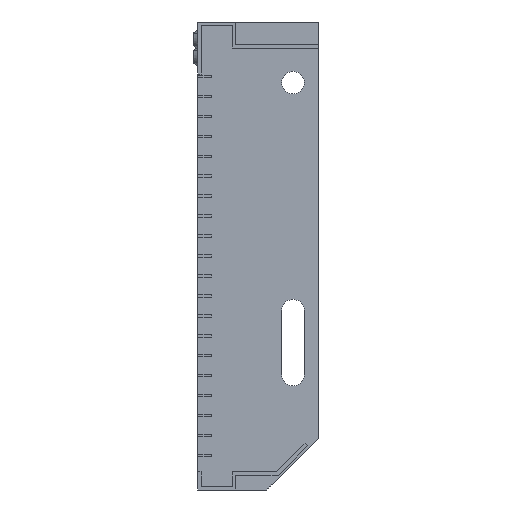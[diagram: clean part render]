
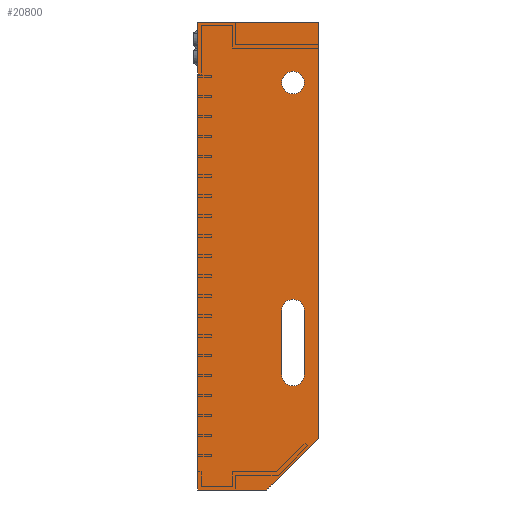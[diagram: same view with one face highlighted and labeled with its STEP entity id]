
A CAD part, left-side view. The second image highlights one B-rep face of the part: STEP entity #20800.
In plain terms, the highlighted planar face has unit normal (-1, 0, 0).
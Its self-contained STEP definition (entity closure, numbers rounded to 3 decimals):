
#78 = VERTEX_POINT ( 'NONE', #31784 ) ;
#171 = LINE ( 'NONE', #6087, #17236 ) ;
#218 = CARTESIAN_POINT ( 'NONE',  ( -500., 0., 0. ) ) ;
#623 = CARTESIAN_POINT ( 'NONE',  ( -500., 70., 0. ) ) ;
#1606 = CARTESIAN_POINT ( 'NONE',  ( -500., 15., -41.5 ) ) ;
#1755 = EDGE_CURVE ( 'NONE', #30480, #34008, #4610, .T. ) ;
#1902 = EDGE_CURVE ( 'NONE', #18803, #14304, #10016, .T. ) ;
#1917 = CARTESIAN_POINT ( 'NONE',  ( -500., 8.5, -166.5 ) ) ;
#2133 = CARTESIAN_POINT ( 'NONE',  ( -500., 0., 0. ) ) ;
#2723 = ORIENTED_EDGE ( 'NONE', *, *, #23202, .T. ) ;
#3116 = FACE_OUTER_BOUND ( 'NONE', #29610, .T. ) ;
#3255 = DIRECTION ( 'NONE',  ( 0., 0., -1. ) ) ;
#3307 = CARTESIAN_POINT ( 'NONE',  ( -500., 15., -203.5 ) ) ;
#3417 = DIRECTION ( 'NONE',  ( 0., 0., -1. ) ) ;
#3453 = EDGE_CURVE ( 'NONE', #20864, #6018, #4141, .T. ) ;
#3747 = EDGE_CURVE ( 'NONE', #34008, #19457, #27356, .T. ) ;
#3826 = CARTESIAN_POINT ( 'NONE',  ( -500., 0., -240. ) ) ;
#4141 = CIRCLE ( 'NONE', #10296, 6.5 ) ;
#4433 = CARTESIAN_POINT ( 'NONE',  ( -500., 15., -28.5 ) ) ;
#4537 = CARTESIAN_POINT ( 'NONE',  ( -500., 70., -270. ) ) ;
#4610 = LINE ( 'NONE', #18092, #31150 ) ;
#5758 = DIRECTION ( 'NONE',  ( 0., 0., 1. ) ) ;
#6018 = VERTEX_POINT ( 'NONE', #4433 ) ;
#6027 = EDGE_CURVE ( 'NONE', #19457, #18803, #32216, .T. ) ;
#6044 = FACE_BOUND ( 'NONE', #25002, .T. ) ;
#6087 = CARTESIAN_POINT ( 'NONE',  ( -500., 21.5, -203.5 ) ) ;
#6098 = VECTOR ( 'NONE', #30878, 1000. ) ;
#6813 = EDGE_CURVE ( 'NONE', #25882, #11120, #27974, .T. ) ;
#7243 = CARTESIAN_POINT ( 'NONE',  ( -500., 70., 0. ) ) ;
#7278 = FACE_BOUND ( 'NONE', #18983, .T. ) ;
#7390 = DIRECTION ( 'NONE',  ( 0., 0., -1. ) ) ;
#8079 = ORIENTED_EDGE ( 'NONE', *, *, #1755, .F. ) ;
#8604 = ORIENTED_EDGE ( 'NONE', *, *, #1902, .F. ) ;
#8940 = DIRECTION ( 'NONE',  ( 0., 0.707, -0.707 ) ) ;
#8976 = ORIENTED_EDGE ( 'NONE', *, *, #6027, .F. ) ;
#9718 = ORIENTED_EDGE ( 'NONE', *, *, #3747, .F. ) ;
#10016 = LINE ( 'NONE', #623, #10444 ) ;
#10296 = AXIS2_PLACEMENT_3D ( 'NONE', #31335, #31104, #25656 ) ;
#10444 = VECTOR ( 'NONE', #5758, 1000. ) ;
#11120 = VERTEX_POINT ( 'NONE', #19438 ) ;
#12809 = AXIS2_PLACEMENT_3D ( 'NONE', #27887, #19810, #20152 ) ;
#14026 = LINE ( 'NONE', #2133, #6098 ) ;
#14304 = VERTEX_POINT ( 'NONE', #7243 ) ;
#14959 = EDGE_CURVE ( 'NONE', #78, #20694, #171, .T. ) ;
#14997 = CARTESIAN_POINT ( 'NONE',  ( -500., 0., 0. ) ) ;
#15373 = AXIS2_PLACEMENT_3D ( 'NONE', #3307, #19442, #3417 ) ;
#15577 = AXIS2_PLACEMENT_3D ( 'NONE', #14997, #25722, #25488 ) ;
#16292 = DIRECTION ( 'NONE',  ( 1., 0., 0. ) ) ;
#17099 = CARTESIAN_POINT ( 'NONE',  ( -500., 21.5, -166.5 ) ) ;
#17236 = VECTOR ( 'NONE', #22888, 1000. ) ;
#17442 = ORIENTED_EDGE ( 'NONE', *, *, #27994, .T. ) ;
#17553 = PLANE ( 'NONE',  #15577 ) ;
#17955 = EDGE_CURVE ( 'NONE', #6018, #20864, #26524, .T. ) ;
#18092 = CARTESIAN_POINT ( 'NONE',  ( -500., 0., -240. ) ) ;
#18803 = VERTEX_POINT ( 'NONE', #4537 ) ;
#18983 = EDGE_LOOP ( 'NONE', ( #23145, #22231 ) ) ;
#19414 = VERTEX_POINT ( 'NONE', #20349 ) ;
#19438 = CARTESIAN_POINT ( 'NONE',  ( -500., 15., -210. ) ) ;
#19442 = DIRECTION ( 'NONE',  ( 1., 0., 0. ) ) ;
#19457 = VERTEX_POINT ( 'NONE', #30403 ) ;
#19568 = ORIENTED_EDGE ( 'NONE', *, *, #6813, .T. ) ;
#19810 = DIRECTION ( 'NONE',  ( 1., 0., 0. ) ) ;
#20152 = DIRECTION ( 'NONE',  ( 0., 0., -1. ) ) ;
#20288 = VECTOR ( 'NONE', #7390, 1000. ) ;
#20349 = CARTESIAN_POINT ( 'NONE',  ( -500., 8.5, -166.5 ) ) ;
#20694 = VERTEX_POINT ( 'NONE', #17099 ) ;
#20748 = VECTOR ( 'NONE', #8940, 1000. ) ;
#20800 = ADVANCED_FACE ( 'NONE', ( #6044, #7278, #3116 ), #17553, .F. ) ;
#20864 = VERTEX_POINT ( 'NONE', #1606 ) ;
#21405 = CARTESIAN_POINT ( 'NONE',  ( -500., 8.5, -203.5 ) ) ;
#21962 = LINE ( 'NONE', #1917, #20288 ) ;
#22231 = ORIENTED_EDGE ( 'NONE', *, *, #17955, .T. ) ;
#22380 = ORIENTED_EDGE ( 'NONE', *, *, #31479, .F. ) ;
#22888 = DIRECTION ( 'NONE',  ( 0., 0., 1. ) ) ;
#23131 = CIRCLE ( 'NONE', #25380, 6.5 ) ;
#23145 = ORIENTED_EDGE ( 'NONE', *, *, #3453, .T. ) ;
#23202 = EDGE_CURVE ( 'NONE', #19414, #25882, #21962, .T. ) ;
#23985 = ORIENTED_EDGE ( 'NONE', *, *, #14959, .T. ) ;
#24481 = CARTESIAN_POINT ( 'NONE',  ( -500., 15., -166.5 ) ) ;
#25002 = EDGE_LOOP ( 'NONE', ( #2723, #19568, #17442, #23985, #31332 ) ) ;
#25380 = AXIS2_PLACEMENT_3D ( 'NONE', #24481, #16292, #3255 ) ;
#25488 = DIRECTION ( 'NONE',  ( 0., 0., 1. ) ) ;
#25656 = DIRECTION ( 'NONE',  ( 0., 0., -1. ) ) ;
#25661 = AXIS2_PLACEMENT_3D ( 'NONE', #31315, #28743, #34112 ) ;
#25722 = DIRECTION ( 'NONE',  ( 1., 0., 0. ) ) ;
#25882 = VERTEX_POINT ( 'NONE', #21405 ) ;
#26524 = CIRCLE ( 'NONE', #25661, 6.5 ) ;
#26817 = VECTOR ( 'NONE', #33314, 1000. ) ;
#27356 = LINE ( 'NONE', #27703, #20748 ) ;
#27703 = CARTESIAN_POINT ( 'NONE',  ( -500., 30., -270. ) ) ;
#27887 = CARTESIAN_POINT ( 'NONE',  ( -500., 15., -203.5 ) ) ;
#27974 = CIRCLE ( 'NONE', #12809, 6.5 ) ;
#27994 = EDGE_CURVE ( 'NONE', #11120, #78, #31640, .T. ) ;
#28569 = DIRECTION ( 'NONE',  ( 0., 0., -1. ) ) ;
#28743 = DIRECTION ( 'NONE',  ( 1., 0., 0. ) ) ;
#29610 = EDGE_LOOP ( 'NONE', ( #8079, #22380, #8604, #8976, #9718 ) ) ;
#30403 = CARTESIAN_POINT ( 'NONE',  ( -500., 30., -270. ) ) ;
#30480 = VERTEX_POINT ( 'NONE', #218 ) ;
#30878 = DIRECTION ( 'NONE',  ( 0., -1., 0. ) ) ;
#31104 = DIRECTION ( 'NONE',  ( 1., 0., 0. ) ) ;
#31150 = VECTOR ( 'NONE', #28569, 1000. ) ;
#31228 = EDGE_CURVE ( 'NONE', #20694, #19414, #23131, .T. ) ;
#31315 = CARTESIAN_POINT ( 'NONE',  ( -500., 15., -35. ) ) ;
#31332 = ORIENTED_EDGE ( 'NONE', *, *, #31228, .T. ) ;
#31335 = CARTESIAN_POINT ( 'NONE',  ( -500., 15., -35. ) ) ;
#31479 = EDGE_CURVE ( 'NONE', #14304, #30480, #14026, .T. ) ;
#31640 = CIRCLE ( 'NONE', #15373, 6.5 ) ;
#31784 = CARTESIAN_POINT ( 'NONE',  ( -500., 21.5, -203.5 ) ) ;
#32216 = LINE ( 'NONE', #33427, #26817 ) ;
#33314 = DIRECTION ( 'NONE',  ( 0., 1., 0. ) ) ;
#33427 = CARTESIAN_POINT ( 'NONE',  ( -500., 70., -270. ) ) ;
#34008 = VERTEX_POINT ( 'NONE', #3826 ) ;
#34112 = DIRECTION ( 'NONE',  ( 0., 0., -1. ) ) ;
